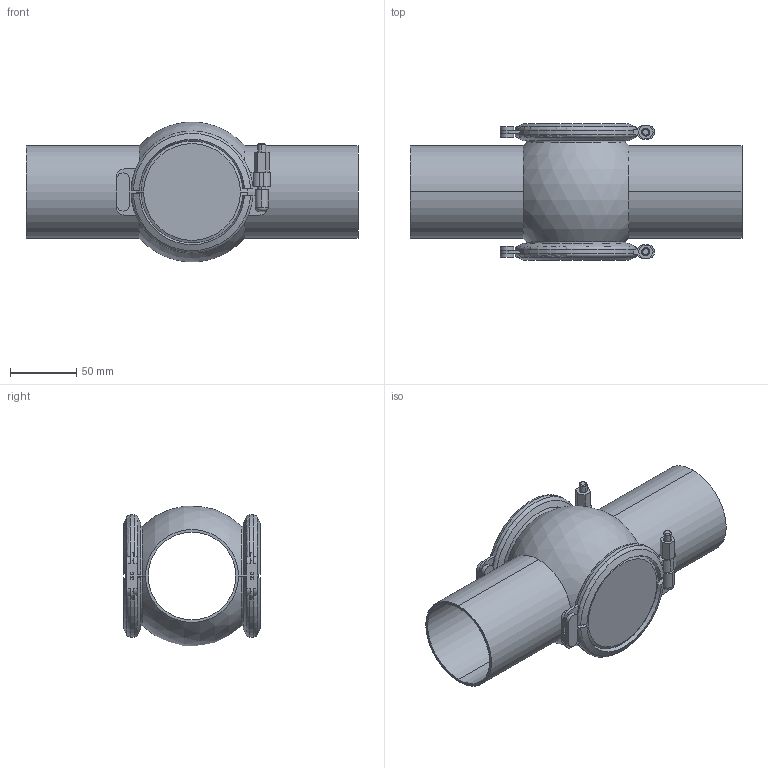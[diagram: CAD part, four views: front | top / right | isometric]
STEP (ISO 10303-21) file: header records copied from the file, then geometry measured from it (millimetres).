
FILE_DESCRIPTION((''),'2;1');
FILE_NAME('MASTER_ILGEH_ASM','2015-07-14T',('agile.cat'),('Tuchenhagen_GmbH'),'PRO/ENGINEER BY PARAMETRIC TECHNOLOGY CORPORATION, 2013050','PRO/ENGINEER BY PARAMETRIC TECHNOLOGY CORPORATION, 2013050','');
FILE_SCHEMA(('CONFIG_CONTROL_DESIGN'));
Length unit declared in the file: millimetre
Products named in the file (4): VKGEH_00001_2_050_065; VKVSS_00001_050; VKKLV_00001_065; MASTER_ILGEH_ASM
Assembly tree (5 placements, depth 2):
  MASTER_ILGEH_ASM
    VKGEH_00001_2_050_065
    VKVSS_00001_050  x2
    VKKLV_00001_065  x2
Bounding box: 250 x 102.59 x 105.33 mm (x, y, z)
Volume: 533564.9 mm3; surface area: 175526.1 mm2
Topology: 5 solids, 5 shells, 226 faces, 594 edges, 388 vertices
Faces by surface type: plane 106, cylinder 76, cone 32, torus 8, sphere 2, bspline 2
Entity records: 4015 total; most frequent: CARTESIAN_POINT 877, DIRECTION 655, ORIENTED_EDGE 632, EDGE_CURVE 316, AXIS2_PLACEMENT_3D 251, VERTEX_POINT 206, VECTOR 153, LINE 153
